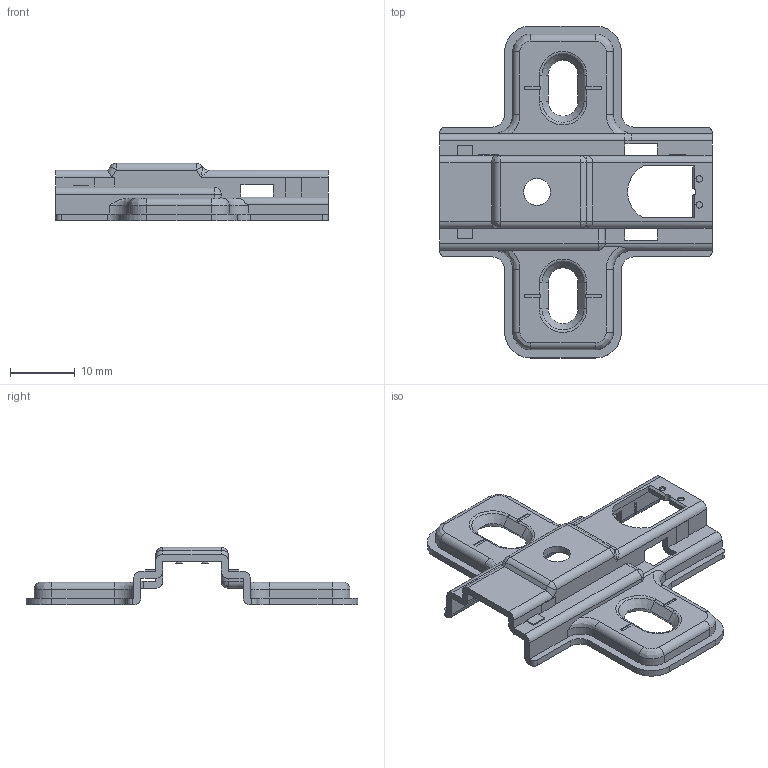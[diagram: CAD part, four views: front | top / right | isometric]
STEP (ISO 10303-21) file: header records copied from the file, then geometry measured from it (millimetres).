
FILE_DESCRIPTION (( 'STEP AP214' ), '1' );
FILE_NAME ('F000096_3D.step', '2022-06-06T12:28:10', ( '' ), ( '' ), 'SwSTEP 2.0', 'SolidWorks 2020', '' );
FILE_SCHEMA (( 'AUTOMOTIVE_DESIGN' ));
Length unit declared in the file: millimetre
Products named in the file (1): F000096_3D
Bounding box: 42 x 51.2 x 8.9 mm (x, y, z)
Volume: 2007.8 mm3; surface area: 4013.5 mm2
Topology: 1 solids, 1 shells, 303 faces, 822 edges, 514 vertices
Faces by surface type: plane 169, cylinder 92, bspline 30, cone 12
Entity records: 10654 total; most frequent: CARTESIAN_POINT 3095, ORIENTED_EDGE 1626, DIRECTION 1523, EDGE_CURVE 813, VECTOR 555, LINE 555, VERTEX_POINT 514, AXIS2_PLACEMENT_3D 484
